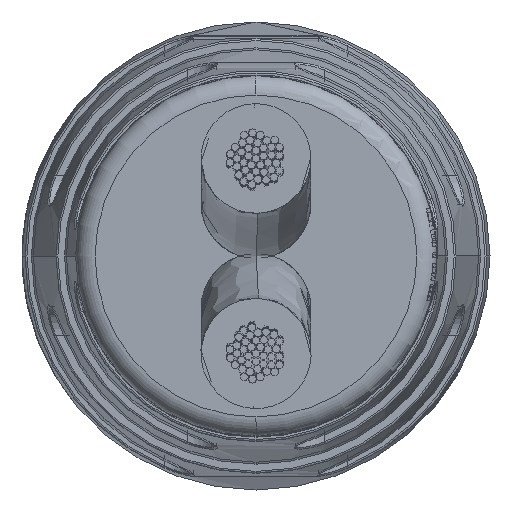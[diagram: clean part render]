
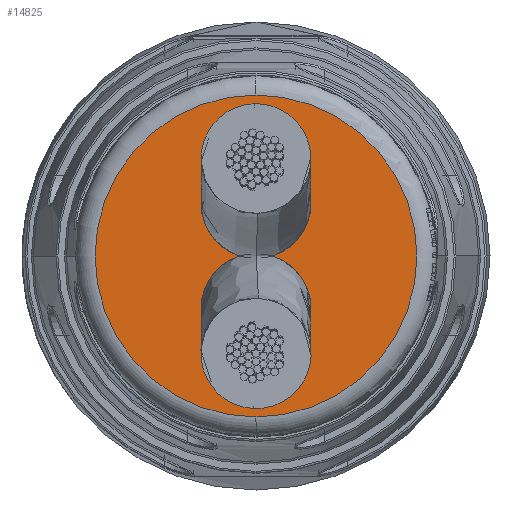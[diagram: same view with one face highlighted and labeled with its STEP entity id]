
A CAD part, left-side view. The second image highlights one B-rep face of the part: STEP entity #14825.
In plain terms, the highlighted face is planar.
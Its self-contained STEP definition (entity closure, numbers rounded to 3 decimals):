
#3612 = CARTESIAN_POINT ( 'NONE',  ( 29.822, 3.7, 0. ) ) ;
#6749 = DIRECTION ( 'NONE',  ( 0., 0., 1. ) ) ;
#6786 = PLANE ( 'NONE',  #28992 ) ;
#9689 = DIRECTION ( 'NONE',  ( -1., 0., 0. ) ) ;
#9857 = VERTEX_POINT ( 'NONE', #14167 ) ;
#10229 = CARTESIAN_POINT ( 'NONE',  ( 29.822, 0., 0. ) ) ;
#13387 = AXIS2_PLACEMENT_3D ( 'NONE', #30764, #34085, #6749 ) ;
#14167 = CARTESIAN_POINT ( 'NONE',  ( 29.822, 0., 3.301 ) ) ;
#14825 = ADVANCED_FACE ( 'NONE', ( #18862 ), #6786, .F. ) ;
#18862 = FACE_OUTER_BOUND ( 'NONE', #24035, .T. ) ;
#20002 = CIRCLE ( 'NONE', #29625, 3.301 ) ;
#20772 = EDGE_CURVE ( 'NONE', #9857, #32208, #28858, .T. ) ;
#22223 = ORIENTED_EDGE ( 'NONE', *, *, #31386, .T. ) ;
#24035 = EDGE_LOOP ( 'NONE', ( #27283, #22223 ) ) ;
#27283 = ORIENTED_EDGE ( 'NONE', *, *, #20772, .T. ) ;
#28858 = CIRCLE ( 'NONE', #13387, 3.301 ) ;
#28992 = AXIS2_PLACEMENT_3D ( 'NONE', #3612, #9689, #30672 ) ;
#29625 = AXIS2_PLACEMENT_3D ( 'NONE', #10229, #31864, #34779 ) ;
#30672 = DIRECTION ( 'NONE',  ( 0., 0., 1. ) ) ;
#30764 = CARTESIAN_POINT ( 'NONE',  ( 29.822, 0., 0. ) ) ;
#31386 = EDGE_CURVE ( 'NONE', #32208, #9857, #20002, .T. ) ;
#31864 = DIRECTION ( 'NONE',  ( 1., 0., 0. ) ) ;
#32208 = VERTEX_POINT ( 'NONE', #33938 ) ;
#33938 = CARTESIAN_POINT ( 'NONE',  ( 29.822, 0., -3.301 ) ) ;
#34085 = DIRECTION ( 'NONE',  ( 1., 0., 0. ) ) ;
#34779 = DIRECTION ( 'NONE',  ( 0., 0., 1. ) ) ;
